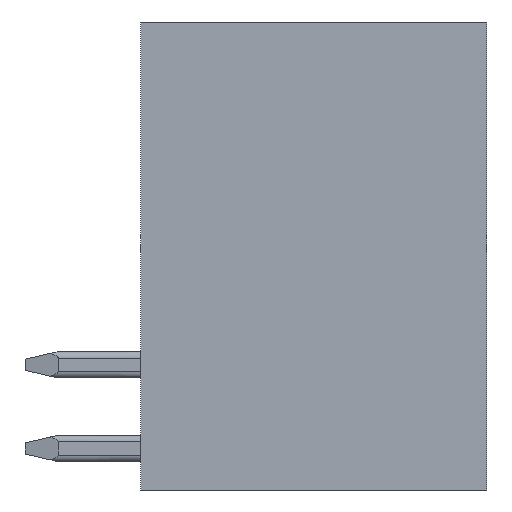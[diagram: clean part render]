
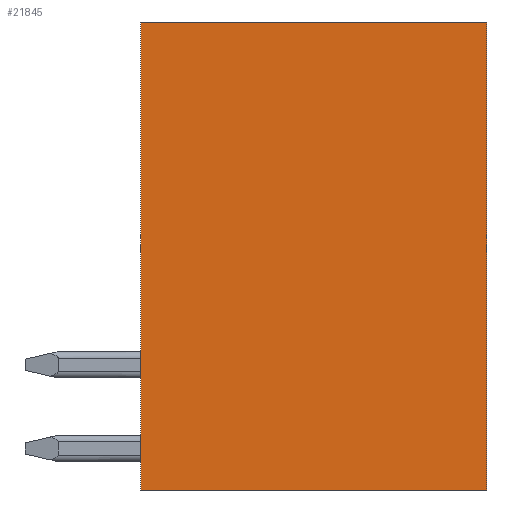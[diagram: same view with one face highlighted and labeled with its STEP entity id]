
A CAD part, front view. The second image highlights one B-rep face of the part: STEP entity #21845.
In plain terms, the highlighted planar face has unit normal (0, -1, 0).
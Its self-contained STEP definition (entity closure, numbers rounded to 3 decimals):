
#5082=DIRECTION('',(-1.,0.,0.));
#5083=VECTOR('',#5082,10.5);
#5084=CARTESIAN_POINT('',(5.25,-32.73,7.1));
#5085=LINE('',#5084,#5083);
#5086=DIRECTION('',(0.,0.,1.));
#5087=VECTOR('',#5086,14.2);
#5088=CARTESIAN_POINT('',(5.25,-32.73,-7.1));
#5089=LINE('',#5088,#5087);
#5090=DIRECTION('',(1.,0.,0.));
#5091=VECTOR('',#5090,10.5);
#5092=CARTESIAN_POINT('',(-5.25,-32.73,-7.1));
#5093=LINE('',#5092,#5091);
#5094=DIRECTION('',(0.,0.,-1.));
#5095=VECTOR('',#5094,14.2);
#5096=CARTESIAN_POINT('',(-5.25,-32.73,7.1));
#5097=LINE('',#5096,#5095);
#12487=CARTESIAN_POINT('',(5.25,-32.73,7.1));
#12488=CARTESIAN_POINT('',(-5.25,-32.73,7.1));
#12489=VERTEX_POINT('',#12487);
#12490=VERTEX_POINT('',#12488);
#12491=CARTESIAN_POINT('',(-5.25,-32.73,-7.1));
#12492=VERTEX_POINT('',#12491);
#12493=CARTESIAN_POINT('',(5.25,-32.73,-7.1));
#12494=VERTEX_POINT('',#12493);
#21834=CARTESIAN_POINT('',(0.,-32.73,0.));
#21835=DIRECTION('',(0.,-1.,0.));
#21836=DIRECTION('',(0.,0.,-1.));
#21837=AXIS2_PLACEMENT_3D('',#21834,#21835,#21836);
#21838=PLANE('',#21837);
#21839=ORIENTED_EDGE('',*,*,#21536,.F.);
#21840=ORIENTED_EDGE('',*,*,#21617,.F.);
#21841=ORIENTED_EDGE('',*,*,#21826,.F.);
#21842=ORIENTED_EDGE('',*,*,#15606,.F.);
#21843=EDGE_LOOP('',(#21839,#21840,#21841,#21842));
#21844=FACE_OUTER_BOUND('',#21843,.F.);
#21845=ADVANCED_FACE('',(#21844),#21838,.T.);
#15606=EDGE_CURVE('',#12490,#12492,#5097,.T.);
#21536=EDGE_CURVE('',#12489,#12490,#5085,.T.);
#21617=EDGE_CURVE('',#12494,#12489,#5089,.T.);
#21826=EDGE_CURVE('',#12492,#12494,#5093,.T.);
